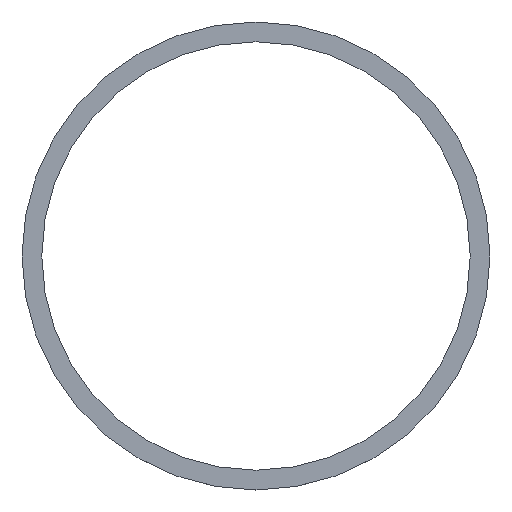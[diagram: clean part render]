
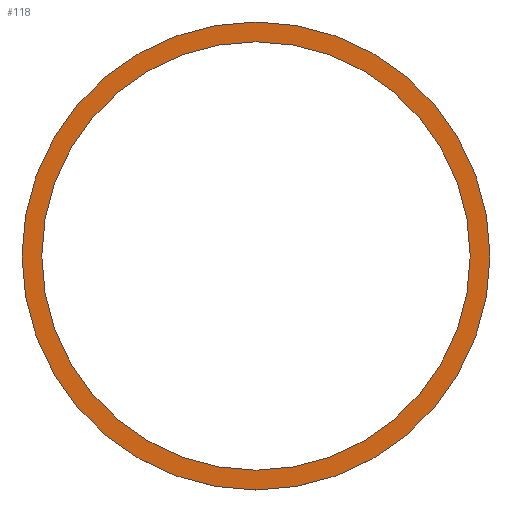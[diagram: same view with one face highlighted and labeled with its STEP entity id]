
A CAD part, top view. The second image highlights one B-rep face of the part: STEP entity #118.
In plain terms, the highlighted planar face has unit normal (0, 0, 1).
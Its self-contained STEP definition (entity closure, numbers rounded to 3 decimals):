
#14 = CIRCLE ( 'NONE', #69, 101.65 ) ;
#18 = CIRCLE ( 'NONE', #71, 111.05 ) ;
#27 = CIRCLE ( 'NONE', #72, 101.65 ) ;
#30 = CIRCLE ( 'NONE', #73, 111.05 ) ;
#39 = EDGE_LOOP ( 'NONE', ( #47, #48 ) ) ;
#40 = EDGE_LOOP ( 'NONE', ( #49, #50 ) ) ;
#47 = ORIENTED_EDGE ( 'NONE', *, *, #77, .T. ) ;
#48 = ORIENTED_EDGE ( 'NONE', *, *, #83, .T. ) ;
#49 = ORIENTED_EDGE ( 'NONE', *, *, #78, .F. ) ;
#50 = ORIENTED_EDGE ( 'NONE', *, *, #86, .F. ) ;
#60 = AXIS2_PLACEMENT_3D ( 'NONE', #155, #151, #150 ) ;
#69 = AXIS2_PLACEMENT_3D ( 'NONE', #191, #182, #181 ) ;
#71 = AXIS2_PLACEMENT_3D ( 'NONE', #199, #190, #189 ) ;
#72 = AXIS2_PLACEMENT_3D ( 'NONE', #206, #204, #203 ) ;
#73 = AXIS2_PLACEMENT_3D ( 'NONE', #211, #208, #207 ) ;
#77 = EDGE_CURVE ( 'NONE', #205, #209, #30, .T. ) ;
#78 = EDGE_CURVE ( 'NONE', #214, #186, #27, .T. ) ;
#83 = EDGE_CURVE ( 'NONE', #209, #205, #18, .T. ) ;
#86 = EDGE_CURVE ( 'NONE', #186, #214, #14, .T. ) ;
#96 = FACE_BOUND ( 'NONE', #40, .T. ) ;
#113 = FACE_OUTER_BOUND ( 'NONE', #39, .T. ) ;
#118 = ADVANCED_FACE ( 'NONE', ( #113, #96 ), #154, .T. ) ;
#138 = CARTESIAN_POINT ( 'NONE',  ( -101.65, 0., 3. ) ) ;
#143 = CARTESIAN_POINT ( 'NONE',  ( 111.05, 0., 3. ) ) ;
#144 = CARTESIAN_POINT ( 'NONE',  ( 101.65, 0., 3. ) ) ;
#150 = DIRECTION ( 'NONE',  ( 1., 0., 0. ) ) ;
#151 = DIRECTION ( 'NONE',  ( 0., 0., 1. ) ) ;
#154 = PLANE ( 'NONE',  #60 ) ;
#155 = CARTESIAN_POINT ( 'NONE',  ( 0., 0., 3. ) ) ;
#179 = CARTESIAN_POINT ( 'NONE',  ( -111.05, 0., 3. ) ) ;
#181 = DIRECTION ( 'NONE',  ( 1., 0., 0. ) ) ;
#182 = DIRECTION ( 'NONE',  ( 0., 0., 1. ) ) ;
#186 = VERTEX_POINT ( 'NONE', #144 ) ;
#189 = DIRECTION ( 'NONE',  ( 1., 0., 0. ) ) ;
#190 = DIRECTION ( 'NONE',  ( 0., 0., 1. ) ) ;
#191 = CARTESIAN_POINT ( 'NONE',  ( 0., 0., 3. ) ) ;
#199 = CARTESIAN_POINT ( 'NONE',  ( 0., 0., 3. ) ) ;
#203 = DIRECTION ( 'NONE',  ( 1., 0., 0. ) ) ;
#204 = DIRECTION ( 'NONE',  ( 0., 0., 1. ) ) ;
#205 = VERTEX_POINT ( 'NONE', #179 ) ;
#206 = CARTESIAN_POINT ( 'NONE',  ( 0., 0., 3. ) ) ;
#207 = DIRECTION ( 'NONE',  ( 1., 0., 0. ) ) ;
#208 = DIRECTION ( 'NONE',  ( 0., 0., 1. ) ) ;
#209 = VERTEX_POINT ( 'NONE', #143 ) ;
#211 = CARTESIAN_POINT ( 'NONE',  ( 0., 0., 3. ) ) ;
#214 = VERTEX_POINT ( 'NONE', #138 ) ;
